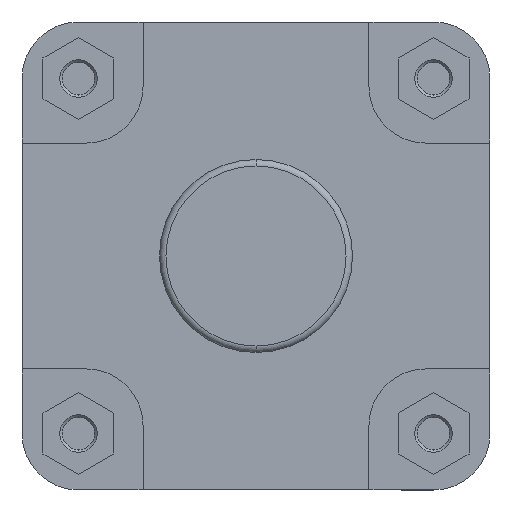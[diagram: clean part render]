
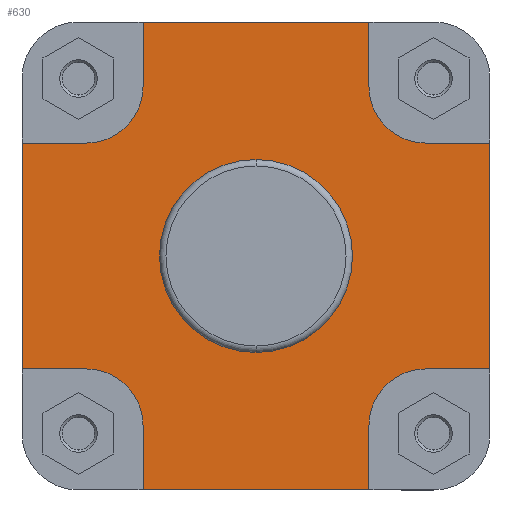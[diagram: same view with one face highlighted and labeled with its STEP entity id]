
A CAD part, left-side view. The second image highlights one B-rep face of the part: STEP entity #630.
In plain terms, the highlighted planar face has unit normal (-1, 0, 0).
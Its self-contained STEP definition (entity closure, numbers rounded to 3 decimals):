
#630 = ADVANCED_FACE ( 'NONE', ( #2448, #2441 ), #1708, .F. ) ;
#763 = VERTEX_POINT ( 'NONE', #2072 ) ;
#764 = VERTEX_POINT ( 'NONE', #2073 ) ;
#791 = VERTEX_POINT ( 'NONE', #2100 ) ;
#816 = VERTEX_POINT ( 'NONE', #2125 ) ;
#817 = VERTEX_POINT ( 'NONE', #2126 ) ;
#821 = VERTEX_POINT ( 'NONE', #2130 ) ;
#839 = VERTEX_POINT ( 'NONE', #3163 ) ;
#840 = VERTEX_POINT ( 'NONE', #3164 ) ;
#846 = VERTEX_POINT ( 'NONE', #3170 ) ;
#852 = VERTEX_POINT ( 'NONE', #3176 ) ;
#860 = VERTEX_POINT ( 'NONE', #3184 ) ;
#861 = VERTEX_POINT ( 'NONE', #3185 ) ;
#865 = VERTEX_POINT ( 'NONE', #3189 ) ;
#882 = VERTEX_POINT ( 'NONE', #3206 ) ;
#900 = VERTEX_POINT ( 'NONE', #3224 ) ;
#902 = VERTEX_POINT ( 'NONE', #3226 ) ;
#903 = VERTEX_POINT ( 'NONE', #3227 ) ;
#907 = VERTEX_POINT ( 'NONE', #3231 ) ;
#1697 = CARTESIAN_POINT ( 'NONE',  ( 46., 29.9, 0. ) ) ;
#1708 = PLANE ( 'NONE',  #6936 ) ;
#1709 = DIRECTION ( 'NONE',  ( 1., 0., 0. ) ) ;
#1710 = DIRECTION ( 'NONE',  ( 0., 0., -1. ) ) ;
#2072 = CARTESIAN_POINT ( 'NONE',  ( 46., 72.5, -35. ) ) ;
#2073 = CARTESIAN_POINT ( 'NONE',  ( 46., 0., 29.9 ) ) ;
#2100 = CARTESIAN_POINT ( 'NONE',  ( 46., 35., 52.5 ) ) ;
#2125 = CARTESIAN_POINT ( 'NONE',  ( 46., 72.5, 35. ) ) ;
#2126 = CARTESIAN_POINT ( 'NONE',  ( 46., -52.5, 35. ) ) ;
#2130 = CARTESIAN_POINT ( 'NONE',  ( 46., 35., -52.5 ) ) ;
#2441 = FACE_OUTER_BOUND ( 'NONE', #5579, .T. ) ;
#2448 = FACE_BOUND ( 'NONE', #5611, .T. ) ;
#3163 = CARTESIAN_POINT ( 'NONE',  ( 46., -52.5, -35. ) ) ;
#3164 = CARTESIAN_POINT ( 'NONE',  ( 46., 52.5, -35. ) ) ;
#3170 = CARTESIAN_POINT ( 'NONE',  ( 46., -35., 52.5 ) ) ;
#3176 = CARTESIAN_POINT ( 'NONE',  ( 46., -35., -72.5 ) ) ;
#3184 = CARTESIAN_POINT ( 'NONE',  ( 46., -35., -52.5 ) ) ;
#3185 = CARTESIAN_POINT ( 'NONE',  ( 46., -72.5, 35. ) ) ;
#3189 = CARTESIAN_POINT ( 'NONE',  ( 46., 0., -29.9 ) ) ;
#3206 = CARTESIAN_POINT ( 'NONE',  ( 46., 35., -72.5 ) ) ;
#3224 = CARTESIAN_POINT ( 'NONE',  ( 46., -72.5, -35. ) ) ;
#3226 = CARTESIAN_POINT ( 'NONE',  ( 46., 35., 72.5 ) ) ;
#3227 = CARTESIAN_POINT ( 'NONE',  ( 46., -35., 72.5 ) ) ;
#3231 = CARTESIAN_POINT ( 'NONE',  ( 46., 52.5, 35. ) ) ;
#4268 = CARTESIAN_POINT ( 'NONE',  ( 46., 52.5, 52.5 ) ) ;
#4271 = CARTESIAN_POINT ( 'NONE',  ( 46., 52.5, -52.5 ) ) ;
#4273 = CARTESIAN_POINT ( 'NONE',  ( 46., 35., -72.5 ) ) ;
#4274 = DIRECTION ( 'NONE',  ( 0., 0., 1. ) ) ;
#4275 = CARTESIAN_POINT ( 'NONE',  ( 46., -52.5, 52.5 ) ) ;
#4276 = DIRECTION ( 'NONE',  ( -1., 0., 0. ) ) ;
#4277 = DIRECTION ( 'NONE',  ( 0., 0., -1. ) ) ;
#4278 = CARTESIAN_POINT ( 'NONE',  ( 46., 52.5, -35. ) ) ;
#4279 = DIRECTION ( 'NONE',  ( 0., 1., 0. ) ) ;
#4280 = CARTESIAN_POINT ( 'NONE',  ( 46., 72.5, 0. ) ) ;
#4281 = DIRECTION ( 'NONE',  ( 0., 0., 1. ) ) ;
#4282 = CARTESIAN_POINT ( 'NONE',  ( 46., 72.5, 35. ) ) ;
#4283 = DIRECTION ( 'NONE',  ( 0., -1., 0. ) ) ;
#4284 = CARTESIAN_POINT ( 'NONE',  ( 46., -35., -52.5 ) ) ;
#4285 = DIRECTION ( 'NONE',  ( -1., 0., 0. ) ) ;
#4286 = DIRECTION ( 'NONE',  ( 0., 0., -1. ) ) ;
#4287 = CARTESIAN_POINT ( 'NONE',  ( 46., 35., 52.5 ) ) ;
#4288 = DIRECTION ( 'NONE',  ( 0., 0., 1. ) ) ;
#4289 = CARTESIAN_POINT ( 'NONE',  ( 46., -159.641, 72.5 ) ) ;
#4290 = DIRECTION ( 'NONE',  ( 0., -1., 0. ) ) ;
#4291 = CARTESIAN_POINT ( 'NONE',  ( 46., -35., 72.5 ) ) ;
#4292 = DIRECTION ( 'NONE',  ( 0., 0., -1. ) ) ;
#4293 = DIRECTION ( 'NONE',  ( -1., 0., 0. ) ) ;
#4294 = DIRECTION ( 'NONE',  ( 0., 0., -1. ) ) ;
#4295 = CARTESIAN_POINT ( 'NONE',  ( 46., -52.5, 35. ) ) ;
#4296 = DIRECTION ( 'NONE',  ( 0., -1., 0. ) ) ;
#4298 = CARTESIAN_POINT ( 'NONE',  ( 46., -72.5, 0. ) ) ;
#4299 = DIRECTION ( 'NONE',  ( 0., 0., 1. ) ) ;
#4300 = CARTESIAN_POINT ( 'NONE',  ( 46., -52.5, -52.5 ) ) ;
#4301 = DIRECTION ( 'NONE',  ( 0., 0., -1. ) ) ;
#4302 = CARTESIAN_POINT ( 'NONE',  ( 46., -159.641, -72.5 ) ) ;
#4303 = DIRECTION ( 'NONE',  ( 0., -1., 0. ) ) ;
#4304 = CARTESIAN_POINT ( 'NONE',  ( 46., -72.5, -35. ) ) ;
#4305 = DIRECTION ( 'NONE',  ( 0., 1., 0. ) ) ;
#4307 = DIRECTION ( 'NONE',  ( -1., 0., 0. ) ) ;
#4308 = DIRECTION ( 'NONE',  ( 0., 0., -1. ) ) ;
#4349 = CARTESIAN_POINT ( 'NONE',  ( 46., 0., 0. ) ) ;
#4351 = DIRECTION ( 'NONE',  ( -1., 0., 0. ) ) ;
#4352 = DIRECTION ( 'NONE',  ( 0., 0., 1. ) ) ;
#4425 = LINE ( 'NONE', #4287, #4440 ) ;
#4433 = VECTOR ( 'NONE', #4279, 1000. ) ;
#4434 = LINE ( 'NONE', #4278, #4433 ) ;
#4437 = LINE ( 'NONE', #4273, #4438 ) ;
#4438 = VECTOR ( 'NONE', #4274, 1000. ) ;
#4439 = LINE ( 'NONE', #4295, #4447 ) ;
#4440 = VECTOR ( 'NONE', #4288, 1000. ) ;
#4441 = CIRCLE ( 'NONE', #7141, 17.5 ) ;
#4442 = LINE ( 'NONE', #4280, #4443 ) ;
#4443 = VECTOR ( 'NONE', #4281, 1000. ) ;
#4444 = LINE ( 'NONE', #4282, #4445 ) ;
#4445 = VECTOR ( 'NONE', #4283, 1000. ) ;
#4447 = VECTOR ( 'NONE', #4296, 1000. ) ;
#4448 = CIRCLE ( 'NONE', #7145, 17.5 ) ;
#4449 = LINE ( 'NONE', #4289, #4450 ) ;
#4450 = VECTOR ( 'NONE', #4290, 1000. ) ;
#4451 = LINE ( 'NONE', #4291, #4452 ) ;
#4452 = VECTOR ( 'NONE', #4292, 1000. ) ;
#4453 = LINE ( 'NONE', #4284, #4457 ) ;
#4454 = CIRCLE ( 'NONE', #7146, 17.5 ) ;
#4455 = LINE ( 'NONE', #4298, #4456 ) ;
#4456 = VECTOR ( 'NONE', #4299, 1000. ) ;
#4457 = VECTOR ( 'NONE', #4301, 1000. ) ;
#4459 = LINE ( 'NONE', #4302, #4460 ) ;
#4460 = VECTOR ( 'NONE', #4303, 1000. ) ;
#4461 = LINE ( 'NONE', #4304, #4462 ) ;
#4462 = VECTOR ( 'NONE', #4305, 1000. ) ;
#4465 = CIRCLE ( 'NONE', #7147, 17.5 ) ;
#4485 = CIRCLE ( 'NONE', #7157, 29.9 ) ;
#4574 = CIRCLE ( 'NONE', #7158, 29.9 ) ;
#4868 = CARTESIAN_POINT ( 'NONE',  ( 46., 0., 0. ) ) ;
#4875 = DIRECTION ( 'NONE',  ( -1., 0., 0. ) ) ;
#4876 = DIRECTION ( 'NONE',  ( 0., 0., 1. ) ) ;
#5579 = EDGE_LOOP ( 'NONE', ( #6106, #6105, #6104, #6103, #6102, #6101, #6100, #6099, #6098, #6097, #6096, #6095, #6094, #6093, #6092, #6091 ) ) ;
#5611 = EDGE_LOOP ( 'NONE', ( #6108, #6107 ) ) ;
#6091 = ORIENTED_EDGE ( 'NONE', *, *, #6569, .F. ) ;
#6092 = ORIENTED_EDGE ( 'NONE', *, *, #6570, .F. ) ;
#6093 = ORIENTED_EDGE ( 'NONE', *, *, #6571, .F. ) ;
#6094 = ORIENTED_EDGE ( 'NONE', *, *, #6572, .F. ) ;
#6095 = ORIENTED_EDGE ( 'NONE', *, *, #6573, .F. ) ;
#6096 = ORIENTED_EDGE ( 'NONE', *, *, #6574, .F. ) ;
#6097 = ORIENTED_EDGE ( 'NONE', *, *, #6575, .F. ) ;
#6098 = ORIENTED_EDGE ( 'NONE', *, *, #6576, .F. ) ;
#6099 = ORIENTED_EDGE ( 'NONE', *, *, #6577, .F. ) ;
#6100 = ORIENTED_EDGE ( 'NONE', *, *, #6578, .F. ) ;
#6101 = ORIENTED_EDGE ( 'NONE', *, *, #6579, .F. ) ;
#6102 = ORIENTED_EDGE ( 'NONE', *, *, #6580, .T. ) ;
#6103 = ORIENTED_EDGE ( 'NONE', *, *, #6583, .F. ) ;
#6104 = ORIENTED_EDGE ( 'NONE', *, *, #6584, .F. ) ;
#6105 = ORIENTED_EDGE ( 'NONE', *, *, #6581, .F. ) ;
#6106 = ORIENTED_EDGE ( 'NONE', *, *, #6582, .T. ) ;
#6107 = ORIENTED_EDGE ( 'NONE', *, *, #6600, .F. ) ;
#6108 = ORIENTED_EDGE ( 'NONE', *, *, #6648, .F. ) ;
#6569 = EDGE_CURVE ( 'NONE', #882, #821, #4437, .T. ) ;
#6570 = EDGE_CURVE ( 'NONE', #821, #840, #4441, .T. ) ;
#6571 = EDGE_CURVE ( 'NONE', #840, #763, #4434, .T. ) ;
#6572 = EDGE_CURVE ( 'NONE', #763, #816, #4442, .T. ) ;
#6573 = EDGE_CURVE ( 'NONE', #816, #907, #4444, .T. ) ;
#6574 = EDGE_CURVE ( 'NONE', #907, #791, #4448, .T. ) ;
#6575 = EDGE_CURVE ( 'NONE', #791, #902, #4425, .T. ) ;
#6576 = EDGE_CURVE ( 'NONE', #902, #903, #4449, .T. ) ;
#6577 = EDGE_CURVE ( 'NONE', #903, #846, #4451, .T. ) ;
#6578 = EDGE_CURVE ( 'NONE', #846, #817, #4454, .T. ) ;
#6579 = EDGE_CURVE ( 'NONE', #817, #861, #4439, .T. ) ;
#6580 = EDGE_CURVE ( 'NONE', #900, #861, #4455, .T. ) ;
#6581 = EDGE_CURVE ( 'NONE', #860, #852, #4453, .T. ) ;
#6582 = EDGE_CURVE ( 'NONE', #882, #852, #4459, .T. ) ;
#6583 = EDGE_CURVE ( 'NONE', #900, #839, #4461, .T. ) ;
#6584 = EDGE_CURVE ( 'NONE', #839, #860, #4465, .T. ) ;
#6600 = EDGE_CURVE ( 'NONE', #865, #764, #4485, .T. ) ;
#6648 = EDGE_CURVE ( 'NONE', #764, #865, #4574, .T. ) ;
#6936 = AXIS2_PLACEMENT_3D ( 'NONE', #1697, #1709, #1710 ) ;
#7141 = AXIS2_PLACEMENT_3D ( 'NONE', #4271, #4276, #4277 ) ;
#7145 = AXIS2_PLACEMENT_3D ( 'NONE', #4268, #4285, #4286 ) ;
#7146 = AXIS2_PLACEMENT_3D ( 'NONE', #4275, #4293, #4294 ) ;
#7147 = AXIS2_PLACEMENT_3D ( 'NONE', #4300, #4307, #4308 ) ;
#7157 = AXIS2_PLACEMENT_3D ( 'NONE', #4349, #4351, #4352 ) ;
#7158 = AXIS2_PLACEMENT_3D ( 'NONE', #4868, #4875, #4876 ) ;
